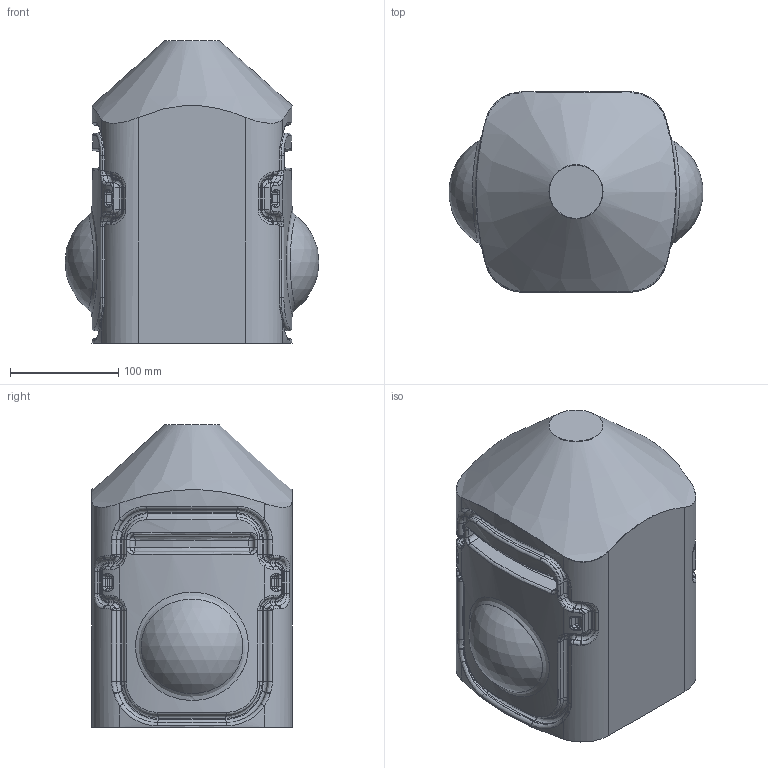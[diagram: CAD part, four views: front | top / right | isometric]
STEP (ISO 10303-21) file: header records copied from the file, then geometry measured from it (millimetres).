
FILE_DESCRIPTION(/* description */ (''),/* implementation_level */ '2;1');
FILE_NAME(/* name */ '3D_sticla.stp',/* time_stamp */ '2020-04-05T13:29:56+03:00',/* author */ (''),/* organization */ (''),/* preprocessor_version */ 'ST-DEVELOPER v16',/* originating_system */ 'SIEMENS PLM Software NX 11.0',/* authorisation */ '');
FILE_SCHEMA (('AUTOMOTIVE_DESIGN { 1 0 10303 214 3 1 1 1 }'));
Length unit declared in the file: millimetre
Products named in the file (1): sticla
Bounding box: 234.42 x 185 x 280 mm (x, y, z)
Volume: 203922.7 mm3; surface area: 408796.8 mm2
Topology: 1 solids, 1 shells, 1145 faces, 2684 edges, 1502 vertices
Faces by surface type: bspline 620, cylinder 240, plane 119, torus 112, sphere 52, cone 2
Entity records: 44552 total; most frequent: CARTESIAN_POINT 22464, ORIENTED_EDGE 5252, DIRECTION 3780, EDGE_CURVE 2626, AXIS2_PLACEMENT_3D 1612, VERTEX_POINT 1498, EDGE_LOOP 1160, ADVANCED_FACE 1145
